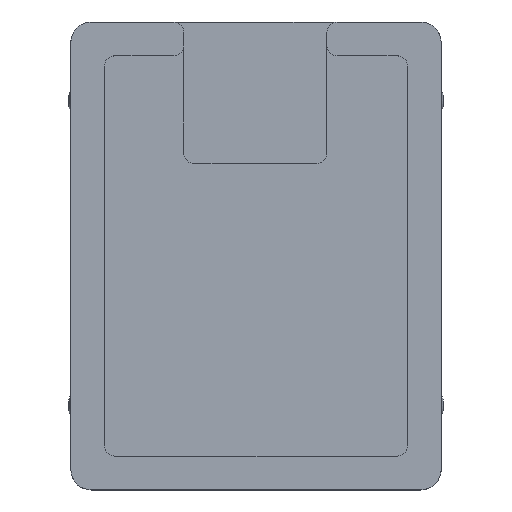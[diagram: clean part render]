
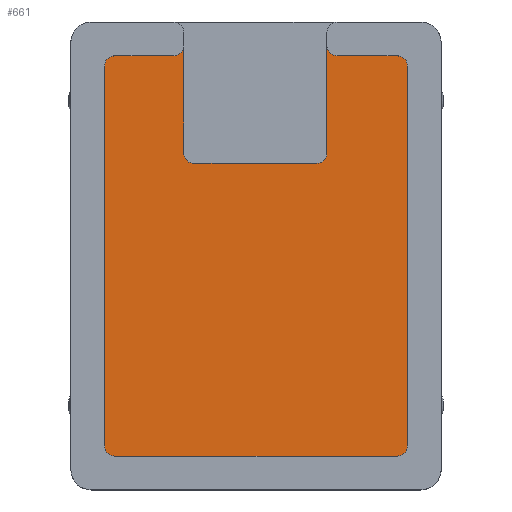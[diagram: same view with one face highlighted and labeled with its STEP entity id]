
A CAD part, top view. The second image highlights one B-rep face of the part: STEP entity #661.
In plain terms, the highlighted planar face has unit normal (0, 0, 1).
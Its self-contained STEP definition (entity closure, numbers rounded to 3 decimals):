
#25=LINE('',#1117,#81);
#43=LINE('',#1177,#99);
#55=LINE('',#1210,#111);
#57=LINE('',#1216,#113);
#58=LINE('',#1220,#114);
#59=LINE('',#1224,#115);
#60=LINE('',#1228,#116);
#61=LINE('',#1231,#117);
#81=VECTOR('',#811,10.);
#99=VECTOR('',#859,10.);
#111=VECTOR('',#893,10.);
#113=VECTOR('',#901,10.);
#114=VECTOR('',#904,10.);
#115=VECTOR('',#907,10.);
#116=VECTOR('',#910,10.);
#117=VECTOR('',#913,10.);
#159=PLANE('',#741);
#189=FACE_OUTER_BOUND('',#227,.T.);
#227=EDGE_LOOP('',(#545,#546,#547,#548,#549,#550,#551,#552,#553,#554,#555,
#556,#557,#558,#559,#560));
#262=CIRCLE('',#711,1.);
#274=CIRCLE('',#726,1.);
#278=CIRCLE('',#735,1.);
#280=CIRCLE('',#740,1.);
#281=CIRCLE('',#742,1.);
#282=CIRCLE('',#743,1.);
#283=CIRCLE('',#744,1.);
#284=CIRCLE('',#745,1.);
#295=VERTEX_POINT('',#1110);
#296=VERTEX_POINT('',#1112);
#297=VERTEX_POINT('',#1116);
#322=VERTEX_POINT('',#1170);
#323=VERTEX_POINT('',#1172);
#324=VERTEX_POINT('',#1176);
#332=VERTEX_POINT('',#1201);
#334=VERTEX_POINT('',#1209);
#335=VERTEX_POINT('',#1215);
#336=VERTEX_POINT('',#1217);
#337=VERTEX_POINT('',#1219);
#338=VERTEX_POINT('',#1221);
#339=VERTEX_POINT('',#1223);
#340=VERTEX_POINT('',#1225);
#341=VERTEX_POINT('',#1227);
#342=VERTEX_POINT('',#1229);
#363=EDGE_CURVE('',#295,#296,#262,.F.);
#365=EDGE_CURVE('',#295,#297,#25,.T.);
#393=EDGE_CURVE('',#322,#323,#274,.F.);
#395=EDGE_CURVE('',#324,#323,#43,.T.);
#408=EDGE_CURVE('',#324,#332,#278,.T.);
#412=EDGE_CURVE('',#334,#332,#55,.T.);
#414=EDGE_CURVE('',#334,#297,#280,.T.);
#415=EDGE_CURVE('',#335,#322,#57,.T.);
#416=EDGE_CURVE('',#335,#336,#281,.T.);
#417=EDGE_CURVE('',#337,#336,#58,.T.);
#418=EDGE_CURVE('',#337,#338,#282,.T.);
#419=EDGE_CURVE('',#339,#338,#59,.T.);
#420=EDGE_CURVE('',#339,#340,#283,.T.);
#421=EDGE_CURVE('',#341,#340,#60,.T.);
#422=EDGE_CURVE('',#341,#342,#284,.T.);
#423=EDGE_CURVE('',#296,#342,#61,.T.);
#545=ORIENTED_EDGE('',*,*,#365,.T.);
#546=ORIENTED_EDGE('',*,*,#414,.F.);
#547=ORIENTED_EDGE('',*,*,#412,.T.);
#548=ORIENTED_EDGE('',*,*,#408,.F.);
#549=ORIENTED_EDGE('',*,*,#395,.T.);
#550=ORIENTED_EDGE('',*,*,#393,.F.);
#551=ORIENTED_EDGE('',*,*,#415,.F.);
#552=ORIENTED_EDGE('',*,*,#416,.T.);
#553=ORIENTED_EDGE('',*,*,#417,.F.);
#554=ORIENTED_EDGE('',*,*,#418,.T.);
#555=ORIENTED_EDGE('',*,*,#419,.F.);
#556=ORIENTED_EDGE('',*,*,#420,.T.);
#557=ORIENTED_EDGE('',*,*,#421,.F.);
#558=ORIENTED_EDGE('',*,*,#422,.T.);
#559=ORIENTED_EDGE('',*,*,#423,.F.);
#560=ORIENTED_EDGE('',*,*,#363,.F.);
#661=ADVANCED_FACE('',(#189),#159,.F.);
#711=AXIS2_PLACEMENT_3D('',#1113,#806,#807);
#726=AXIS2_PLACEMENT_3D('',#1173,#854,#855);
#735=AXIS2_PLACEMENT_3D('',#1202,#883,#884);
#740=AXIS2_PLACEMENT_3D('',#1213,#897,#898);
#741=AXIS2_PLACEMENT_3D('',#1214,#899,#900);
#742=AXIS2_PLACEMENT_3D('',#1218,#902,#903);
#743=AXIS2_PLACEMENT_3D('',#1222,#905,#906);
#744=AXIS2_PLACEMENT_3D('',#1226,#908,#909);
#745=AXIS2_PLACEMENT_3D('',#1230,#911,#912);
#806=DIRECTION('center_axis',(0.,0.,-1.));
#807=DIRECTION('ref_axis',(-0.707,-0.707,0.));
#811=DIRECTION('',(0.,-1.,0.));
#854=DIRECTION('center_axis',(0.,0.,-1.));
#855=DIRECTION('ref_axis',(0.707,-0.707,0.));
#859=DIRECTION('',(0.,1.,0.));
#883=DIRECTION('center_axis',(0.,0.,1.));
#884=DIRECTION('ref_axis',(-0.707,-0.707,0.));
#893=DIRECTION('',(-1.,0.,0.));
#897=DIRECTION('center_axis',(0.,0.,1.));
#898=DIRECTION('ref_axis',(0.707,-0.707,0.));
#899=DIRECTION('center_axis',(0.,0.,-1.));
#900=DIRECTION('ref_axis',(-1.,0.,0.));
#901=DIRECTION('',(1.,0.,0.));
#902=DIRECTION('center_axis',(0.,0.,1.));
#903=DIRECTION('ref_axis',(-0.707,0.707,0.));
#904=DIRECTION('',(0.,1.,0.));
#905=DIRECTION('center_axis',(0.,0.,1.));
#906=DIRECTION('ref_axis',(-0.707,-0.707,0.));
#907=DIRECTION('',(-1.,0.,0.));
#908=DIRECTION('center_axis',(0.,0.,1.));
#909=DIRECTION('ref_axis',(0.707,-0.707,0.));
#910=DIRECTION('',(0.,-1.,0.));
#911=DIRECTION('center_axis',(0.,0.,1.));
#912=DIRECTION('ref_axis',(0.707,0.707,0.));
#913=DIRECTION('',(1.,0.,0.));
#1110=CARTESIAN_POINT('',(21.22,1.5,-8.));
#1112=CARTESIAN_POINT('',(22.22,0.5,-8.));
#1113=CARTESIAN_POINT('Origin',(22.22,1.5,-8.));
#1116=CARTESIAN_POINT('',(21.22,-9.,-8.));
#1117=CARTESIAN_POINT('',(21.22,-7.525,-8.));
#1170=CARTESIAN_POINT('',(6.22,0.5,-8.));
#1172=CARTESIAN_POINT('',(7.22,1.5,-8.));
#1173=CARTESIAN_POINT('Origin',(6.22,1.5,-8.));
#1176=CARTESIAN_POINT('',(7.22,-9.,-8.));
#1177=CARTESIAN_POINT('',(7.22,-14.525,-8.));
#1201=CARTESIAN_POINT('',(8.22,-10.,-8.));
#1202=CARTESIAN_POINT('Origin',(8.22,-9.,-8.));
#1209=CARTESIAN_POINT('',(20.22,-10.,-8.));
#1210=CARTESIAN_POINT('',(17.754,-10.,-8.));
#1213=CARTESIAN_POINT('Origin',(20.22,-9.,-8.));
#1214=CARTESIAN_POINT('Origin',(14.288,-19.05,-8.));
#1215=CARTESIAN_POINT('',(0.5,0.5,-8.));
#1216=CARTESIAN_POINT('',(-0.5,0.5,-8.));
#1217=CARTESIAN_POINT('',(-0.5,-0.5,-8.));
#1218=CARTESIAN_POINT('Origin',(0.5,-0.5,-8.));
#1219=CARTESIAN_POINT('',(-0.5,-37.6,-8.));
#1220=CARTESIAN_POINT('',(-0.5,0.5,-8.));
#1221=CARTESIAN_POINT('',(0.5,-38.6,-8.));
#1222=CARTESIAN_POINT('Origin',(0.5,-37.6,-8.));
#1223=CARTESIAN_POINT('',(28.075,-38.6,-8.));
#1224=CARTESIAN_POINT('',(-0.5,-38.6,-8.));
#1225=CARTESIAN_POINT('',(29.075,-37.6,-8.));
#1226=CARTESIAN_POINT('Origin',(28.075,-37.6,-8.));
#1227=CARTESIAN_POINT('',(29.075,-0.5,-8.));
#1228=CARTESIAN_POINT('',(29.075,0.5,-8.));
#1229=CARTESIAN_POINT('',(28.075,0.5,-8.));
#1230=CARTESIAN_POINT('Origin',(28.075,-0.5,-8.));
#1231=CARTESIAN_POINT('',(-0.5,0.5,-8.));
